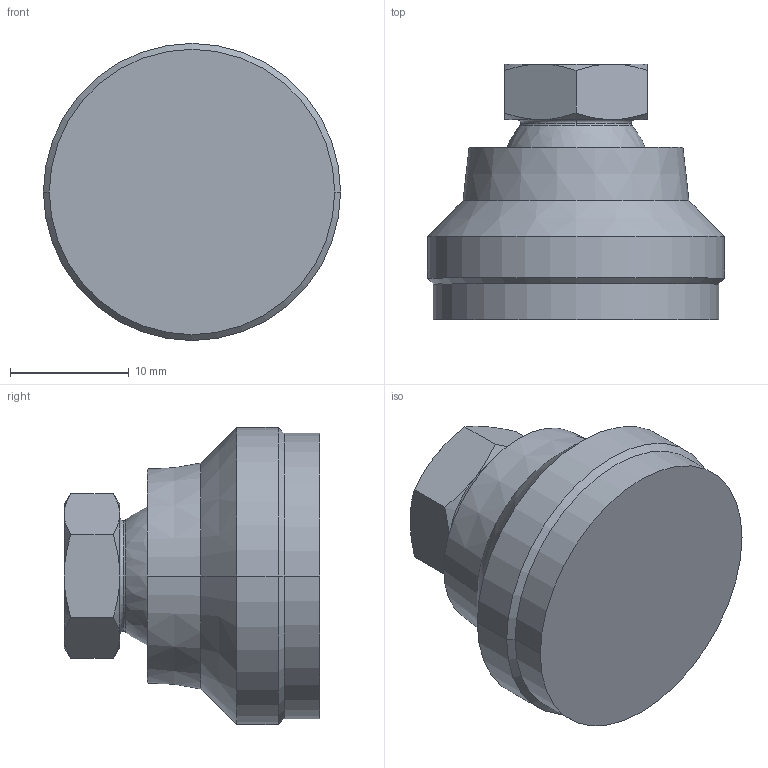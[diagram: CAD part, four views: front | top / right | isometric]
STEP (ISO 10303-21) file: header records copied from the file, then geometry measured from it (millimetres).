
FILE_DESCRIPTION(('STEP AP203'),'1');
FILE_NAME('35-422-25-8.stp','2014-04-30T15:34:42',('TraceParts'),('TraceParts S.A.'),'XStep 1.0',' ',' ');
FILE_SCHEMA(('CONFIG_CONTROL_DESIGN'));
Length unit declared in the file: millimetre
Products named in the file (1): 1
Bounding box: 25 x 21.5 x 25 mm (x, y, z)
Volume: 6044.9 mm3; surface area: 2382.3 mm2
Topology: 1 solids, 1 shells, 43 faces, 92 edges, 53 vertices
Faces by surface type: cone 22, plane 10, cylinder 6, torus 4, sphere 1
Entity records: 1160 total; most frequent: CARTESIAN_POINT 235, DIRECTION 198, ORIENTED_EDGE 180, EDGE_CURVE 90, AXIS2_PLACEMENT_3D 88, VERTEX_POINT 53, EDGE_LOOP 47, CIRCLE 44
